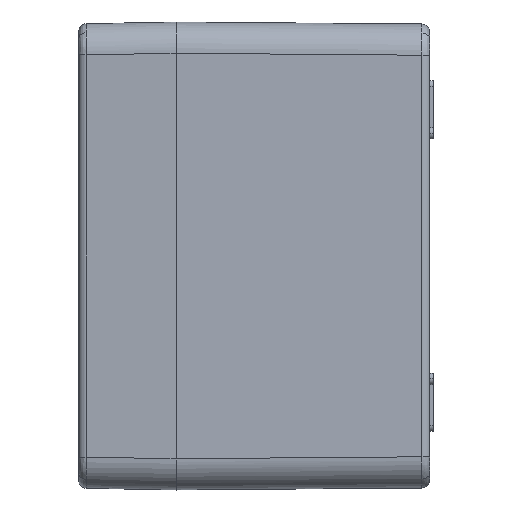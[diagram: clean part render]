
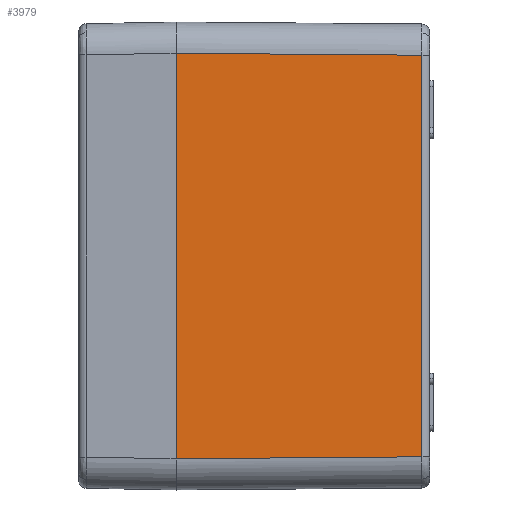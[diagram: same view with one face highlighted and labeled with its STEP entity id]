
A CAD part, left-side view. The second image highlights one B-rep face of the part: STEP entity #3979.
In plain terms, the highlighted planar face has unit normal (-1, -0.008, 0).
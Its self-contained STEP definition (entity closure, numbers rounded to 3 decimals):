
#3625 = VERTEX_POINT ( 'NONE', #9897 ) ;
#3627 = EDGE_CURVE ( 'NONE', #3628, #3625, #9896, .T. ) ;
#3628 = VERTEX_POINT ( 'NONE', #9892 ) ;
#3960 = ORIENTED_EDGE ( 'NONE', *, *, #3961, .T. ) ;
#3961 = EDGE_CURVE ( 'NONE', #16310, #3628, #10760, .T. ) ;
#3962 = ORIENTED_EDGE ( 'NONE', *, *, #3627, .T. ) ;
#3979 = ADVANCED_FACE ( 'NONE', ( #10795 ), #10793, .T. ) ;
#3980 = EDGE_LOOP ( 'NONE', ( #3981, #3984, #3960, #3962 ) ) ;
#3981 = ORIENTED_EDGE ( 'NONE', *, *, #3982, .T. ) ;
#3982 = EDGE_CURVE ( 'NONE', #3625, #3983, #10794, .T. ) ;
#3983 = VERTEX_POINT ( 'NONE', #10785 ) ;
#3984 = ORIENTED_EDGE ( 'NONE', *, *, #3985, .T. ) ;
#3985 = EDGE_CURVE ( 'NONE', #3983, #16310, #10784, .T. ) ;
#9892 = CARTESIAN_POINT ( 'NONE',  ( -109.984, 0., 51.985 ) ) ;
#9893 = DIRECTION ( 'NONE',  ( 0., 0., -1. ) ) ;
#9894 = VECTOR ( 'NONE', #9893, 1000. ) ;
#9895 = CARTESIAN_POINT ( 'NONE',  ( -109.984, 0., -60. ) ) ;
#9896 = LINE ( 'NONE', #9895, #9894 ) ;
#9897 = CARTESIAN_POINT ( 'NONE',  ( -109.984, 0., -51.985 ) ) ;
#10757 = DIRECTION ( 'NONE',  ( -0.008, 1., 0.008 ) ) ;
#10758 = VECTOR ( 'NONE', #10757, 1000. ) ;
#10759 = CARTESIAN_POINT ( 'NONE',  ( -109.993, 1.12, 51.993 ) ) ;
#10760 = LINE ( 'NONE', #10759, #10758 ) ;
#10781 = DIRECTION ( 'NONE',  ( 0., 0., 1. ) ) ;
#10782 = VECTOR ( 'NONE', #10781, 1000. ) ;
#10783 = CARTESIAN_POINT ( 'NONE',  ( -109.489, -63.016, 51.474 ) ) ;
#10784 = LINE ( 'NONE', #10783, #10782 ) ;
#10785 = CARTESIAN_POINT ( 'NONE',  ( -109.489, -63.016, -51.49 ) ) ;
#10786 = DIRECTION ( 'NONE',  ( 0.008, -1., 0.008 ) ) ;
#10787 = VECTOR ( 'NONE', #10786, 1000. ) ;
#10788 = CARTESIAN_POINT ( 'NONE',  ( -110., 2.063, -52.001 ) ) ;
#10789 = DIRECTION ( 'NONE',  ( 0.008, -1., 0. ) ) ;
#10790 = DIRECTION ( 'NONE',  ( -1., -0.008, 0. ) ) ;
#10791 = CARTESIAN_POINT ( 'NONE',  ( -110., 2., -60. ) ) ;
#10792 = AXIS2_PLACEMENT_3D ( 'NONE', #10791, #10790, #10789 ) ;
#10793 = PLANE ( 'NONE',  #10792 ) ;
#10794 = LINE ( 'NONE', #10788, #10787 ) ;
#10795 = FACE_OUTER_BOUND ( 'NONE', #3980, .T. ) ;
#16310 = VERTEX_POINT ( 'NONE', #26755 ) ;
#26755 = CARTESIAN_POINT ( 'NONE',  ( -109.489, -63.016, 51.49 ) ) ;
